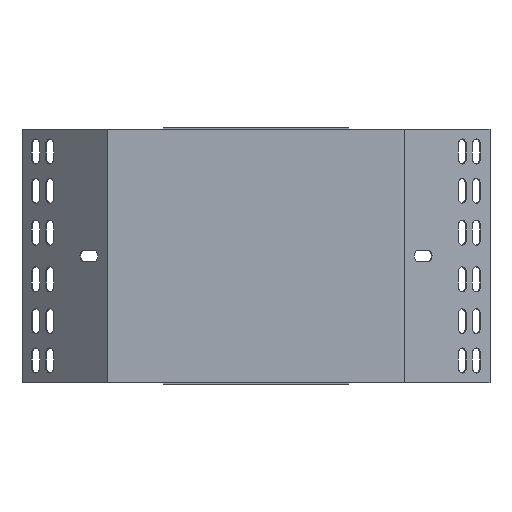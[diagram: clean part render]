
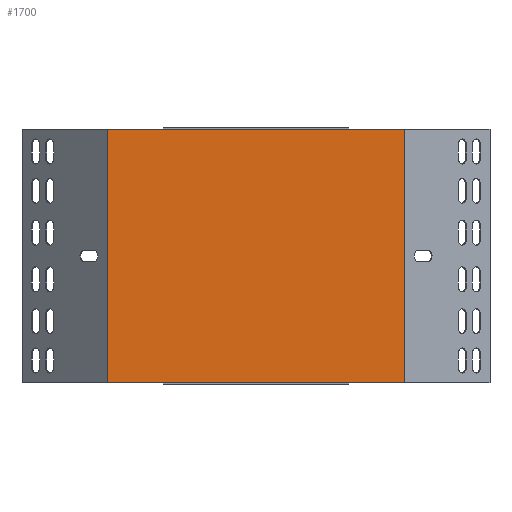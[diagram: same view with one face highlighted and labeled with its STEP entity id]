
A CAD part, front view. The second image highlights one B-rep face of the part: STEP entity #1700.
In plain terms, the highlighted planar face has unit normal (0, -1, 0).
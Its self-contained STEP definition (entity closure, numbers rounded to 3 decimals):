
#211 = VERTEX_POINT ( 'NONE', #6840 ) ;
#639 = VERTEX_POINT ( 'NONE', #5684 ) ;
#667 = CARTESIAN_POINT ( 'NONE',  ( 66.713, -23.927, -100.8 ) ) ;
#673 = ORIENTED_EDGE ( 'NONE', *, *, #2208, .T. ) ;
#697 = ORIENTED_EDGE ( 'NONE', *, *, #4542, .T. ) ;
#701 = ORIENTED_EDGE ( 'NONE', *, *, #2868, .F. ) ;
#722 = ORIENTED_EDGE ( 'NONE', *, *, #5185, .F. ) ;
#865 = CARTESIAN_POINT ( 'NONE',  ( -110.949, -23.927, -100.612 ) ) ;
#889 = DIRECTION ( 'NONE',  ( 0., 0., 1. ) ) ;
#910 = DIRECTION ( 'NONE',  ( 0., 0., 1. ) ) ;
#1005 = CARTESIAN_POINT ( 'NONE',  ( 66.713, -23.927, -100.612 ) ) ;
#1061 = CARTESIAN_POINT ( 'NONE',  ( -111.853, -23.927, -100.8 ) ) ;
#1114 = DIRECTION ( 'NONE',  ( 1., 0., 0. ) ) ;
#1700 = ADVANCED_FACE ( 'NONE', ( #6276 ), #6776, .F. ) ;
#2208 = EDGE_CURVE ( 'NONE', #211, #7911, #4887, .T. ) ;
#2338 = DIRECTION ( 'NONE',  ( 1., 0., 0. ) ) ;
#2471 = CARTESIAN_POINT ( 'NONE',  ( -111.853, -23.927, 50.8 ) ) ;
#2495 = VECTOR ( 'NONE', #2338, 1000. ) ;
#2519 = LINE ( 'NONE', #2471, #2495 ) ;
#2664 = VERTEX_POINT ( 'NONE', #5333 ) ;
#2868 = EDGE_CURVE ( 'NONE', #2664, #639, #2519, .T. ) ;
#2905 = AXIS2_PLACEMENT_3D ( 'NONE', #6738, #6730, #6716 ) ;
#4242 = VECTOR ( 'NONE', #889, 1000. ) ;
#4304 = LINE ( 'NONE', #865, #4242 ) ;
#4542 = EDGE_CURVE ( 'NONE', #7911, #639, #6189, .T. ) ;
#4788 = EDGE_LOOP ( 'NONE', ( #673, #697, #701, #722 ) ) ;
#4870 = VECTOR ( 'NONE', #1114, 1000. ) ;
#4887 = LINE ( 'NONE', #1061, #4870 ) ;
#5185 = EDGE_CURVE ( 'NONE', #211, #2664, #4304, .T. ) ;
#5333 = CARTESIAN_POINT ( 'NONE',  ( -110.949, -23.927, 50.8 ) ) ;
#5684 = CARTESIAN_POINT ( 'NONE',  ( 66.713, -23.927, 50.8 ) ) ;
#6152 = VECTOR ( 'NONE', #910, 1000. ) ;
#6189 = LINE ( 'NONE', #1005, #6152 ) ;
#6276 = FACE_OUTER_BOUND ( 'NONE', #4788, .T. ) ;
#6716 = DIRECTION ( 'NONE',  ( 0., 0., 1. ) ) ;
#6730 = DIRECTION ( 'NONE',  ( 0., 1., 0. ) ) ;
#6738 = CARTESIAN_POINT ( 'NONE',  ( -110.618, -23.927, 50. ) ) ;
#6776 = PLANE ( 'NONE',  #2905 ) ;
#6840 = CARTESIAN_POINT ( 'NONE',  ( -110.949, -23.927, -100.8 ) ) ;
#7911 = VERTEX_POINT ( 'NONE', #667 ) ;
